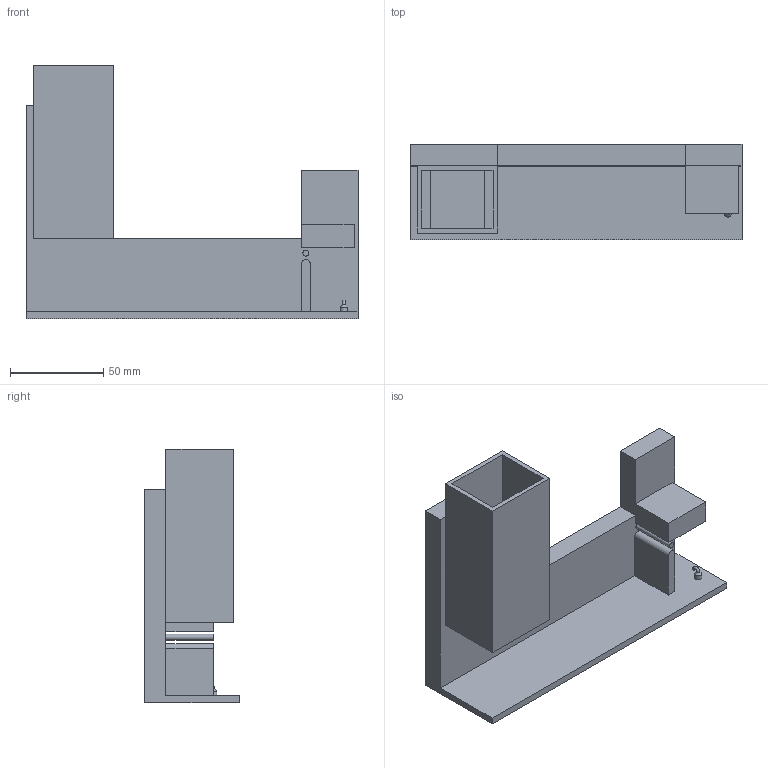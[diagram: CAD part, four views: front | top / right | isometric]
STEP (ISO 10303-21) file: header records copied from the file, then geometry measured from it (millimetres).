
FILE_DESCRIPTION(/* description */ ('STEP AP242','CAx-IF Rec.Pracs.---Representation and Presentation of Product Manufacturing Information (PMI)---4.0---2014-10-13','CAx-IF Rec.Pracs.---3D Tessellated Geometry---0.4---2014-09-14','2;1'),/* implementation_level */ '2;1');
FILE_NAME(/* name */ '681ecfd53fbc160dd829ce39',/* time_stamp */ '2025-05-10T04:02:29Z',/* author */ (''),/* organization */ (''),/* preprocessor_version */ 'ST-DEVELOPER v20',/* originating_system */ 'ONSHAPE BY PTC INC, 1.197',/* authorisation */ ' ');
FILE_SCHEMA (('AP242_MANAGED_MODEL_BASED_3D_ENGINEERING_MIM_LF { 1 0 10303 442 1 1 4 }'));
Length unit declared in the file: metre
Products named in the file (3): Assembly 1; Part 1
Assembly tree (2 placements, depth 2):
  Assembly 1
    Part 1
    Part 1
Bounding box: 177.8 x 50.8 x 135.97 mm (x, y, z)
Volume: 207523.1 mm3; surface area: 79116.6 mm2
Topology: 2 solids, 2 shells, 47 faces, 124 edges, 83 vertices
Faces by surface type: plane 42, cylinder 3, torus 1, cone 1
Full cylindrical faces by diameter (mm): 3.175 x1, 3.81 x1
Entity records: 1465 total; most frequent: CARTESIAN_POINT 257, ORIENTED_EDGE 234, DIRECTION 223, EDGE_CURVE 117, LINE 109, VECTOR 109, VERTEX_POINT 80, AXIS2_PLACEMENT_3D 57
